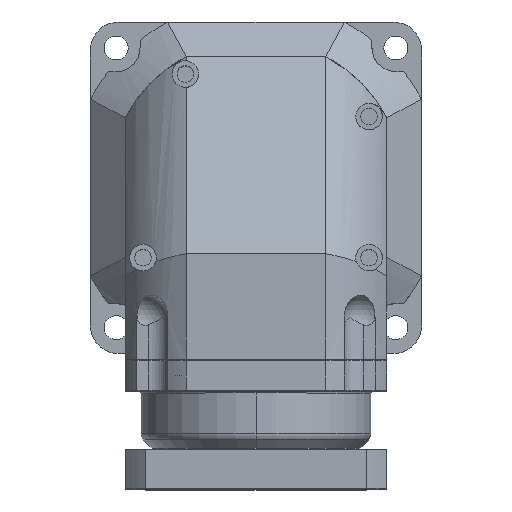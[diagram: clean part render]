
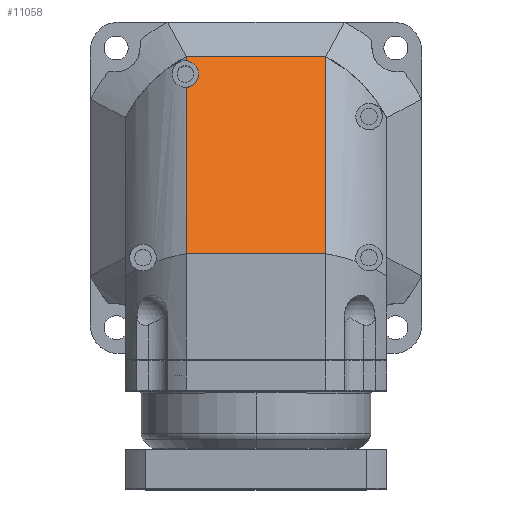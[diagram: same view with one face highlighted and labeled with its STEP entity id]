
A CAD part, top view. The second image highlights one B-rep face of the part: STEP entity #11058.
In plain terms, the highlighted face is planar.
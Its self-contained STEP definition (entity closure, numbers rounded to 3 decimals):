
#6766=CARTESIAN_POINT('',(19.,-71.,37.937));
#7164=DIRECTION('',(0.,0.,-1.));
#7165=VECTOR('',#7164,75.875);
#7166=CARTESIAN_POINT('',(19.,-71.,37.937));
#7167=LINE('',#7166,#7165);
#7168=CARTESIAN_POINT('',(4.945,-54.25,37.937));
#7169=CARTESIAN_POINT('',(4.96,-54.268,37.655));
#7170=CARTESIAN_POINT('',(4.992,-54.306,37.386));
#7171=CARTESIAN_POINT('',(5.055,-54.381,36.931));
#7172=CARTESIAN_POINT('',(5.134,-54.476,36.548));
#7173=CARTESIAN_POINT('',(5.229,-54.589,36.167));
#7174=CARTESIAN_POINT('',(5.356,-54.739,35.744));
#7175=CARTESIAN_POINT('',(5.514,-54.928,35.309));
#7176=CARTESIAN_POINT('',(5.703,-55.154,34.874));
#7177=CARTESIAN_POINT('',(5.893,-55.38,34.499));
#7178=CARTESIAN_POINT('',(6.146,-55.681,34.059));
#7179=CARTESIAN_POINT('',(6.462,-56.058,33.594));
#7180=CARTESIAN_POINT('',(6.842,-56.51,33.132));
#7181=CARTESIAN_POINT('',(7.221,-56.962,32.742));
#7182=CARTESIAN_POINT('',(7.6,-57.414,32.41));
#7183=CARTESIAN_POINT('',(8.106,-58.017,32.035));
#7184=CARTESIAN_POINT('',(8.738,-58.771,31.672));
#7185=CARTESIAN_POINT('',(9.497,-59.675,31.378));
#7186=CARTESIAN_POINT('',(10.256,-60.579,31.207));
#7187=CARTESIAN_POINT('',(11.015,-61.483,31.15));
#7188=CARTESIAN_POINT('',(11.773,-62.388,31.207));
#7189=CARTESIAN_POINT('',(12.532,-63.292,31.378));
#7190=CARTESIAN_POINT('',(13.291,-64.196,31.672));
#7191=CARTESIAN_POINT('',(13.923,-64.95,32.035));
#7192=CARTESIAN_POINT('',(14.429,-65.553,32.41));
#7193=CARTESIAN_POINT('',(14.808,-66.005,32.742));
#7194=CARTESIAN_POINT('',(15.188,-66.457,33.132));
#7195=CARTESIAN_POINT('',(15.567,-66.909,33.594));
#7196=CARTESIAN_POINT('',(15.883,-67.286,34.059));
#7197=CARTESIAN_POINT('',(16.136,-67.587,34.499));
#7198=CARTESIAN_POINT('',(16.326,-67.813,34.874));
#7199=CARTESIAN_POINT('',(16.516,-68.039,35.309));
#7200=CARTESIAN_POINT('',(16.674,-68.228,35.744));
#7201=CARTESIAN_POINT('',(16.8,-68.378,36.167));
#7202=CARTESIAN_POINT('',(16.895,-68.491,36.548));
#7203=CARTESIAN_POINT('',(16.974,-68.586,36.931));
#7204=CARTESIAN_POINT('',(17.037,-68.661,37.386));
#7205=CARTESIAN_POINT('',(17.069,-68.699,37.655));
#7206=CARTESIAN_POINT('',(17.085,-68.717,37.937));
#7208=DIRECTION('',(0.643,-0.766,0.));
#7209=VECTOR('',#7208,2.98);
#7210=CARTESIAN_POINT('',(17.085,-68.717,37.937));
#7211=LINE('',#7210,#7209);
#7212=DIRECTION('',(-0.643,0.766,0.));
#7213=VECTOR('',#7212,140.015);
#7214=CARTESIAN_POINT('',(19.,-71.,-37.937));
#7215=LINE('',#7214,#7213);
#7216=DIRECTION('',(0.643,-0.766,0.));
#7217=VECTOR('',#7216,118.149);
#7218=CARTESIAN_POINT('',(-71.,36.258,37.937));
#7219=LINE('',#7218,#7217);
#7981=DIRECTION('',(0.,0.,1.));
#7982=VECTOR('',#7981,75.875);
#7983=CARTESIAN_POINT('',(-71.,36.258,-37.937));
#7984=LINE('',#7983,#7982);
#9360=VERTEX_POINT('',#7168);
#9361=VERTEX_POINT('',#7206);
#9402=VERTEX_POINT('',#6766);
#9407=CARTESIAN_POINT('',(19.,-71.,-37.937));
#9408=CARTESIAN_POINT('',(-71.,36.258,-37.937));
#9409=VERTEX_POINT('',#9407);
#9410=VERTEX_POINT('',#9408);
#9411=CARTESIAN_POINT('',(-71.,36.258,37.937));
#9412=VERTEX_POINT('',#9411);
#11040=CARTESIAN_POINT('',(19.,-71.,99.));
#11041=DIRECTION('',(0.766,0.643,0.));
#11042=DIRECTION('',(-0.643,0.766,0.));
#11043=AXIS2_PLACEMENT_3D('',#11040,#11041,#11042);
#11044=PLANE('',#11043);
#11046=ORIENTED_EDGE('',*,*,#11045,.T.);
#11048=ORIENTED_EDGE('',*,*,#11047,.T.);
#11049=ORIENTED_EDGE('',*,*,#11033,.T.);
#11051=ORIENTED_EDGE('',*,*,#11050,.T.);
#11053=ORIENTED_EDGE('',*,*,#11052,.T.);
#11055=ORIENTED_EDGE('',*,*,#11054,.T.);
#11056=EDGE_LOOP('',(#11046,#11048,#11049,#11051,#11053,#11055));
#11057=FACE_OUTER_BOUND('',#11056,.F.);
#11058=ADVANCED_FACE('',(#11057),#11044,.F.);
#7207=B_SPLINE_CURVE_WITH_KNOTS('',3,(#7168,#7169,#7170,#7171,#7172,#7173,#7174,
#7175,#7176,#7177,#7178,#7179,#7180,#7181,#7182,#7183,#7184,#7185,#7186,#7187,
#7188,#7189,#7190,#7191,#7192,#7193,#7194,#7195,#7196,#7197,#7198,#7199,#7200,
#7201,#7202,#7203,#7204,#7205,#7206),.UNSPECIFIED.,.F.,.F.,(4,1,1,1,1,1,1,1,1,1,
1,1,1,1,1,1,1,1,1,1,1,1,1,1,1,1,1,1,1,1,1,1,1,1,1,1,4),(0.,0.004,
0.008,0.016,0.023,0.031,0.047,0.063,0.078,0.094,
0.125,0.156,0.188,0.219,0.25,0.313,0.375,0.438,0.5,
0.563,0.625,0.688,0.75,0.781,0.813,0.844,0.875,0.906,
0.922,0.938,0.953,0.969,0.977,0.984,0.992,
0.996,1.),.UNSPECIFIED.);
#11033=EDGE_CURVE('',#9402,#9409,#7167,.T.);
#11045=EDGE_CURVE('',#9360,#9361,#7207,.T.);
#11047=EDGE_CURVE('',#9361,#9402,#7211,.T.);
#11050=EDGE_CURVE('',#9409,#9410,#7215,.T.);
#11052=EDGE_CURVE('',#9410,#9412,#7984,.T.);
#11054=EDGE_CURVE('',#9412,#9360,#7219,.T.);
